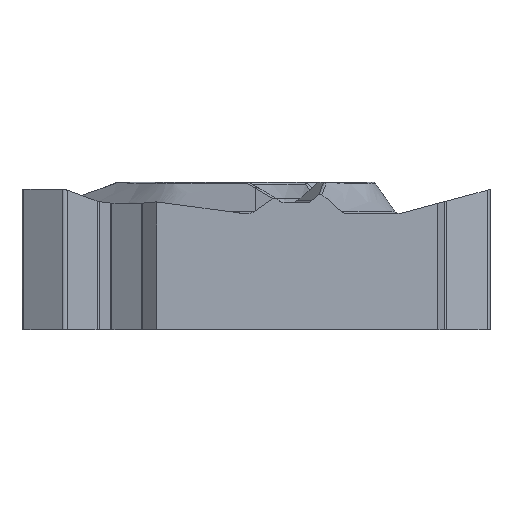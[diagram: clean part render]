
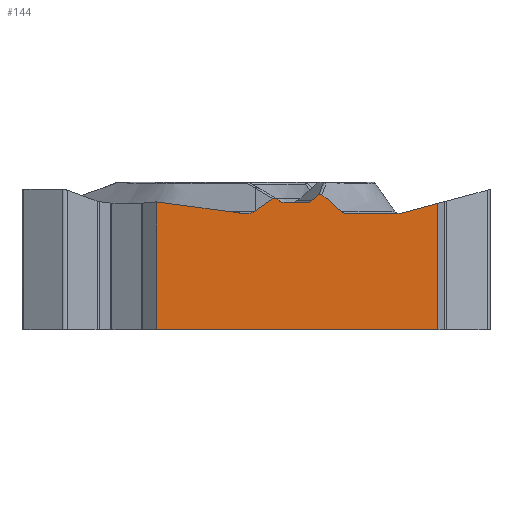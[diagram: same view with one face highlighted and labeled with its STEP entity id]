
A CAD part, left-side view. The second image highlights one B-rep face of the part: STEP entity #144.
In plain terms, the highlighted planar face has unit normal (-1, 0, 0).
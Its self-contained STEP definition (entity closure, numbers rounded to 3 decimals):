
#144=ADVANCED_FACE('',(#331),#287,.F.);
#287=PLANE('',#2433);
#331=FACE_OUTER_BOUND('',#469,.T.);
#469=EDGE_LOOP('',(#741,#742,#743,#744,#745,#746,#747,#748,#749,#750,#751,
#752,#753,#754,#755,#756,#757,#758,#759,#760));
#617=ELLIPSE('',#2429,0.309,0.3);
#618=ELLIPSE('',#2430,0.309,0.3);
#619=ELLIPSE('',#2431,0.149,0.1);
#620=ELLIPSE('',#2432,1.,0.5);
#653=CIRCLE('',#2428,0.5);
#741=ORIENTED_EDGE('',*,*,#1668,.T.);
#742=ORIENTED_EDGE('',*,*,#1669,.T.);
#743=ORIENTED_EDGE('',*,*,#1670,.T.);
#744=ORIENTED_EDGE('',*,*,#1671,.T.);
#745=ORIENTED_EDGE('',*,*,#1672,.T.);
#746=ORIENTED_EDGE('',*,*,#1673,.T.);
#747=ORIENTED_EDGE('',*,*,#1674,.F.);
#748=ORIENTED_EDGE('',*,*,#1675,.F.);
#749=ORIENTED_EDGE('',*,*,#1676,.T.);
#750=ORIENTED_EDGE('',*,*,#1677,.T.);
#751=ORIENTED_EDGE('',*,*,#1678,.T.);
#752=ORIENTED_EDGE('',*,*,#1679,.T.);
#753=ORIENTED_EDGE('',*,*,#1680,.T.);
#754=ORIENTED_EDGE('',*,*,#1681,.F.);
#755=ORIENTED_EDGE('',*,*,#1682,.T.);
#756=ORIENTED_EDGE('',*,*,#1683,.F.);
#757=ORIENTED_EDGE('',*,*,#1684,.T.);
#758=ORIENTED_EDGE('',*,*,#1685,.T.);
#759=ORIENTED_EDGE('',*,*,#1686,.T.);
#760=ORIENTED_EDGE('',*,*,#1687,.T.);
#1451=VERTEX_POINT('',#3673);
#1452=VERTEX_POINT('',#3674);
#1453=VERTEX_POINT('',#3676);
#1454=VERTEX_POINT('',#3678);
#1455=VERTEX_POINT('',#3680);
#1456=VERTEX_POINT('',#3682);
#1457=VERTEX_POINT('',#3693);
#1458=VERTEX_POINT('',#3701);
#1459=VERTEX_POINT('',#3715);
#1460=VERTEX_POINT('',#3717);
#1461=VERTEX_POINT('',#3719);
#1462=VERTEX_POINT('',#3721);
#1463=VERTEX_POINT('',#3723);
#1464=VERTEX_POINT('',#3725);
#1465=VERTEX_POINT('',#3727);
#1466=VERTEX_POINT('',#3729);
#1467=VERTEX_POINT('',#3734);
#1468=VERTEX_POINT('',#3745);
#1469=VERTEX_POINT('',#3747);
#1470=VERTEX_POINT('',#3749);
#1668=EDGE_CURVE('',#1451,#1452,#2023,.T.);
#1669=EDGE_CURVE('',#1452,#1453,#2024,.T.);
#1670=EDGE_CURVE('',#1453,#1454,#2025,.T.);
#1671=EDGE_CURVE('',#1454,#1455,#653,.T.);
#1672=EDGE_CURVE('',#1455,#1456,#2026,.T.);
#1673=EDGE_CURVE('',#1456,#1457,#2319,.T.);
#1674=EDGE_CURVE('',#1458,#1457,#2320,.T.);
#1675=EDGE_CURVE('',#1459,#1458,#2321,.T.);
#1676=EDGE_CURVE('',#1459,#1460,#2027,.T.);
#1677=EDGE_CURVE('',#1460,#1461,#617,.T.);
#1678=EDGE_CURVE('',#1461,#1462,#2028,.T.);
#1679=EDGE_CURVE('',#1462,#1463,#618,.T.);
#1680=EDGE_CURVE('',#1463,#1464,#2029,.T.);
#1681=EDGE_CURVE('',#1465,#1464,#619,.T.);
#1682=EDGE_CURVE('',#1465,#1466,#2030,.T.);
#1683=EDGE_CURVE('',#1467,#1466,#2322,.T.);
#1684=EDGE_CURVE('',#1467,#1468,#2323,.T.);
#1685=EDGE_CURVE('',#1468,#1469,#620,.T.);
#1686=EDGE_CURVE('',#1469,#1470,#2031,.T.);
#1687=EDGE_CURVE('',#1470,#1451,#2032,.T.);
#2023=LINE('',#3672,#2167);
#2024=LINE('',#3675,#2168);
#2025=LINE('',#3677,#2169);
#2026=LINE('',#3681,#2170);
#2027=LINE('',#3716,#2171);
#2028=LINE('',#3720,#2172);
#2029=LINE('',#3724,#2173);
#2030=LINE('',#3728,#2174);
#2031=LINE('',#3748,#2175);
#2032=LINE('',#3750,#2176);
#2167=VECTOR('',#2662,1.);
#2168=VECTOR('',#2663,1.);
#2169=VECTOR('',#2664,1.);
#2170=VECTOR('',#2667,1.);
#2171=VECTOR('',#2668,1.);
#2172=VECTOR('',#2671,1.);
#2173=VECTOR('',#2674,1.);
#2174=VECTOR('',#2677,1.);
#2175=VECTOR('',#2680,1.);
#2176=VECTOR('',#2681,1.);
#2319=B_SPLINE_CURVE_WITH_KNOTS('',3,(#3683,#3684,#3685,#3686,#3687,#3688,
#3689,#3690,#3691,#3692),.UNSPECIFIED.,.F.,.F.,(4,3,3,4),(0.,0.468,
0.914,1.),.UNSPECIFIED.);
#2320=B_SPLINE_CURVE_WITH_KNOTS('',3,(#3694,#3695,#3696,#3697,#3698,#3699,
#3700),.UNSPECIFIED.,.F.,.F.,(4,3,4),(0.,0.411,1.),
 .UNSPECIFIED.);
#2321=B_SPLINE_CURVE_WITH_KNOTS('',3,(#3702,#3703,#3704,#3705,#3706,#3707,
#3708,#3709,#3710,#3711,#3712,#3713,#3714),.UNSPECIFIED.,.F.,.F.,(4,3,3,
3,4),(0.,0.265,0.53,0.788,1.),
 .UNSPECIFIED.);
#2322=B_SPLINE_CURVE_WITH_KNOTS('',3,(#3730,#3731,#3732,#3733),
 .UNSPECIFIED.,.F.,.F.,(4,4),(0.,1.),.UNSPECIFIED.);
#2323=B_SPLINE_CURVE_WITH_KNOTS('',3,(#3735,#3736,#3737,#3738,#3739,#3740,
#3741,#3742,#3743,#3744),.UNSPECIFIED.,.F.,.F.,(4,3,3,4),(0.,0.331,
0.914,1.),.UNSPECIFIED.);
#2428=AXIS2_PLACEMENT_3D('',#3679,#2665,#2666);
#2429=AXIS2_PLACEMENT_3D('',#3718,#2669,#2670);
#2430=AXIS2_PLACEMENT_3D('',#3722,#2672,#2673);
#2431=AXIS2_PLACEMENT_3D('',#3726,#2675,#2676);
#2432=AXIS2_PLACEMENT_3D('',#3746,#2678,#2679);
#2433=AXIS2_PLACEMENT_3D('',#3751,#2682,#2683);
#2662=DIRECTION('',(0.,-1.,0.));
#2663=DIRECTION('',(0.,0.,1.));
#2664=DIRECTION('',(0.,0.966,-0.259));
#2665=DIRECTION('',(1.,0.,0.));
#2666=DIRECTION('',(0.,1.,0.));
#2667=DIRECTION('',(0.,1.,0.));
#2668=DIRECTION('',(0.,0.775,-0.631));
#2669=DIRECTION('',(1.,0.,0.));
#2670=DIRECTION('',(0.,1.,0.));
#2671=DIRECTION('',(0.,1.,0.));
#2672=DIRECTION('',(1.,0.,0.));
#2673=DIRECTION('',(0.,1.,0.));
#2674=DIRECTION('',(0.,0.775,0.631));
#2675=DIRECTION('',(1.,0.,0.));
#2676=DIRECTION('',(0.,-0.858,-0.514));
#2677=DIRECTION('',(0.,0.814,-0.581));
#2678=DIRECTION('',(1.,0.,0.));
#2679=DIRECTION('',(0.,1.,0.));
#2680=DIRECTION('',(0.,0.991,0.133));
#2681=DIRECTION('',(0.,0.,-1.));
#2682=DIRECTION('',(1.,0.,0.));
#2683=DIRECTION('',(0.,1.,0.));
#3672=CARTESIAN_POINT('',(-6.35,5.476,-5.56));
#3673=CARTESIAN_POINT('',(-6.35,3.92,-5.56));
#3674=CARTESIAN_POINT('',(-6.35,-7.231,-5.56));
#3675=CARTESIAN_POINT('',(-6.35,-7.231,25.));
#3676=CARTESIAN_POINT('',(-6.35,-7.231,-0.554));
#3677=CARTESIAN_POINT('',(-6.35,-6.873,-0.65));
#3678=CARTESIAN_POINT('',(-6.35,-5.781,-0.943));
#3679=CARTESIAN_POINT('',(-6.35,-5.651,-0.46));
#3680=CARTESIAN_POINT('',(-6.35,-5.651,-0.96));
#3681=CARTESIAN_POINT('',(-6.35,0.,-0.96));
#3682=CARTESIAN_POINT('',(-6.35,-3.587,-0.96));
#3683=CARTESIAN_POINT('',(-6.35,-3.587,-0.96));
#3684=CARTESIAN_POINT('',(-6.35,-3.56,-0.96));
#3685=CARTESIAN_POINT('',(-6.35,-3.531,-0.955));
#3686=CARTESIAN_POINT('',(-6.35,-3.505,-0.945));
#3687=CARTESIAN_POINT('',(-6.35,-3.48,-0.936));
#3688=CARTESIAN_POINT('',(-6.35,-3.457,-0.922));
#3689=CARTESIAN_POINT('',(-6.35,-3.436,-0.905));
#3690=CARTESIAN_POINT('',(-6.35,-3.433,-0.902));
#3691=CARTESIAN_POINT('',(-6.35,-3.429,-0.898));
#3692=CARTESIAN_POINT('',(-6.35,-3.425,-0.894));
#3693=CARTESIAN_POINT('',(-6.35,-3.425,-0.894));
#3694=CARTESIAN_POINT('',(-6.35,-2.636,-0.216));
#3695=CARTESIAN_POINT('',(-6.35,-2.751,-0.3));
#3696=CARTESIAN_POINT('',(-6.35,-2.863,-0.388));
#3697=CARTESIAN_POINT('',(-6.35,-2.972,-0.48));
#3698=CARTESIAN_POINT('',(-6.35,-3.129,-0.611));
#3699=CARTESIAN_POINT('',(-6.35,-3.28,-0.75));
#3700=CARTESIAN_POINT('',(-6.35,-3.425,-0.894));
#3701=CARTESIAN_POINT('',(-6.35,-2.636,-0.216));
#3702=CARTESIAN_POINT('',(-6.35,-2.515,-0.22));
#3703=CARTESIAN_POINT('',(-6.35,-2.524,-0.213));
#3704=CARTESIAN_POINT('',(-6.35,-2.534,-0.207));
#3705=CARTESIAN_POINT('',(-6.35,-2.545,-0.203));
#3706=CARTESIAN_POINT('',(-6.35,-2.556,-0.199));
#3707=CARTESIAN_POINT('',(-6.35,-2.567,-0.197));
#3708=CARTESIAN_POINT('',(-6.35,-2.579,-0.197));
#3709=CARTESIAN_POINT('',(-6.35,-2.59,-0.197));
#3710=CARTESIAN_POINT('',(-6.35,-2.601,-0.199));
#3711=CARTESIAN_POINT('',(-6.35,-2.611,-0.203));
#3712=CARTESIAN_POINT('',(-6.35,-2.62,-0.206));
#3713=CARTESIAN_POINT('',(-6.35,-2.628,-0.21));
#3714=CARTESIAN_POINT('',(-6.35,-2.636,-0.216));
#3715=CARTESIAN_POINT('',(-6.35,-2.515,-0.22));
#3716=CARTESIAN_POINT('',(-6.35,-13.351,8.602));
#3717=CARTESIAN_POINT('',(-6.35,-2.233,-0.45));
#3718=CARTESIAN_POINT('',(-6.35,-2.034,-0.22));
#3719=CARTESIAN_POINT('',(-6.35,-2.034,-0.52));
#3720=CARTESIAN_POINT('',(-6.35,0.,-0.52));
#3721=CARTESIAN_POINT('',(-6.35,-1.132,-0.52));
#3722=CARTESIAN_POINT('',(-6.35,-1.132,-0.22));
#3723=CARTESIAN_POINT('',(-6.35,-0.934,-0.45));
#3724=CARTESIAN_POINT('',(-6.35,12.088,10.152));
#3725=CARTESIAN_POINT('',(-6.35,-0.863,-0.392));
#3726=CARTESIAN_POINT('',(-6.35,-0.786,-0.46));
#3727=CARTESIAN_POINT('',(-6.35,-0.678,-0.363));
#3728=CARTESIAN_POINT('',(-6.35,-12.224,7.882));
#3729=CARTESIAN_POINT('',(-6.35,0.,-0.847));
#3730=CARTESIAN_POINT('',(-6.35,0.033,-0.871));
#3731=CARTESIAN_POINT('',(-6.35,0.022,-0.863));
#3732=CARTESIAN_POINT('',(-6.35,0.011,-0.855));
#3733=CARTESIAN_POINT('',(-6.35,0.,-0.847));
#3734=CARTESIAN_POINT('',(-6.35,0.033,-0.871));
#3735=CARTESIAN_POINT('',(-6.35,0.033,-0.871));
#3736=CARTESIAN_POINT('',(-6.35,0.069,-0.896));
#3737=CARTESIAN_POINT('',(-6.35,0.11,-0.914));
#3738=CARTESIAN_POINT('',(-6.35,0.151,-0.927));
#3739=CARTESIAN_POINT('',(-6.35,0.225,-0.95));
#3740=CARTESIAN_POINT('',(-6.35,0.303,-0.959));
#3741=CARTESIAN_POINT('',(-6.35,0.38,-0.958));
#3742=CARTESIAN_POINT('',(-6.35,0.391,-0.958));
#3743=CARTESIAN_POINT('',(-6.35,0.402,-0.958));
#3744=CARTESIAN_POINT('',(-6.35,0.414,-0.957));
#3745=CARTESIAN_POINT('',(-6.35,0.414,-0.957));
#3746=CARTESIAN_POINT('',(-6.35,0.304,-0.46));
#3747=CARTESIAN_POINT('',(-6.35,0.563,-0.943));
#3748=CARTESIAN_POINT('',(-6.35,8.803,0.161));
#3749=CARTESIAN_POINT('',(-6.35,3.92,-0.493));
#3750=CARTESIAN_POINT('',(-6.35,3.92,25.));
#3751=CARTESIAN_POINT('',(-6.35,5.476,25.));
